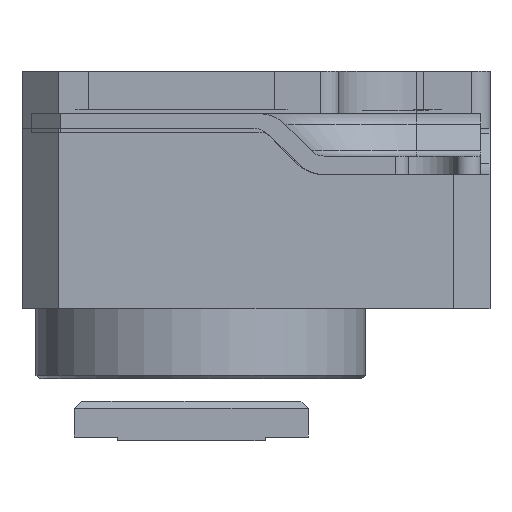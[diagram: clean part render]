
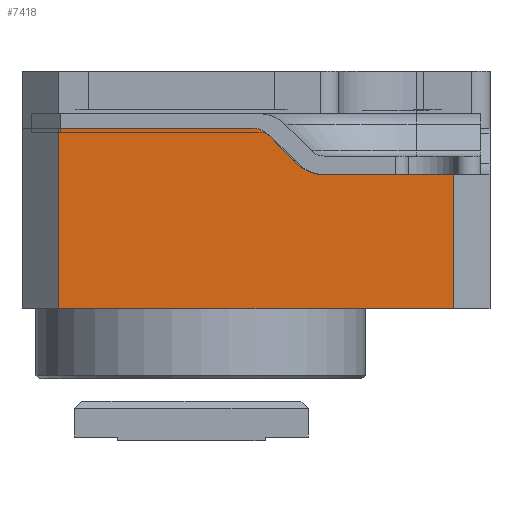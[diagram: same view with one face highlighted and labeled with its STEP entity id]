
A CAD part, front view. The second image highlights one B-rep face of the part: STEP entity #7418.
In plain terms, the highlighted planar face has unit normal (0, -1, 0).
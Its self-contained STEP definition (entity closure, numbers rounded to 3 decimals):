
#820=CIRCLE('',#44901,1.);
#821=CIRCLE('',#44902,0.5);
#7418=ADVANCED_FACE('',(#11223),#9370,.T.);
#9370=PLANE('',#44903);
#11223=FACE_OUTER_BOUND('',#13330,.T.);
#13330=EDGE_LOOP('',(#21608,#21609,#21610,#21611,#21612,#21613,#21614,#21615));
#21608=ORIENTED_EDGE('',*,*,#33336,.T.);
#21609=ORIENTED_EDGE('',*,*,#33351,.T.);
#21610=ORIENTED_EDGE('',*,*,#33352,.T.);
#21611=ORIENTED_EDGE('',*,*,#33353,.T.);
#21612=ORIENTED_EDGE('',*,*,#33354,.F.);
#21613=ORIENTED_EDGE('',*,*,#33355,.T.);
#21614=ORIENTED_EDGE('',*,*,#33356,.T.);
#21615=ORIENTED_EDGE('',*,*,#33357,.T.);
#28290=VERTEX_POINT('',#64607);
#28291=VERTEX_POINT('',#64609);
#28304=VERTEX_POINT('',#64639);
#28305=VERTEX_POINT('',#64641);
#28306=VERTEX_POINT('',#64643);
#28307=VERTEX_POINT('',#64645);
#28308=VERTEX_POINT('',#64647);
#28309=VERTEX_POINT('',#64649);
#33336=EDGE_CURVE('',#28291,#28290,#38337,.T.);
#33351=EDGE_CURVE('',#28290,#28304,#38348,.T.);
#33352=EDGE_CURVE('',#28304,#28305,#38349,.T.);
#33353=EDGE_CURVE('',#28305,#28306,#38350,.T.);
#33354=EDGE_CURVE('',#28307,#28306,#38351,.T.);
#33355=EDGE_CURVE('',#28307,#28308,#820,.T.);
#33356=EDGE_CURVE('',#28308,#28309,#38352,.T.);
#33357=EDGE_CURVE('',#28309,#28291,#821,.T.);
#38337=LINE('',#64608,#42324);
#38348=LINE('',#64638,#42335);
#38349=LINE('',#64640,#42336);
#38350=LINE('',#64642,#42337);
#38351=LINE('',#64644,#42338);
#38352=LINE('',#64648,#42339);
#42324=VECTOR('',#52057,1.);
#42335=VECTOR('',#52080,1.);
#42336=VECTOR('',#52081,1.);
#42337=VECTOR('',#52082,1.);
#42338=VECTOR('',#52083,1.);
#42339=VECTOR('',#52086,1.);
#44901=AXIS2_PLACEMENT_3D('',#64646,#52084,#52085);
#44902=AXIS2_PLACEMENT_3D('',#64650,#52087,#52088);
#44903=AXIS2_PLACEMENT_3D('',#64651,#52089,#52090);
#52057=DIRECTION('',(-1.,0.,0.));
#52080=DIRECTION('',(0.,0.,-1.));
#52081=DIRECTION('',(1.,0.,0.));
#52082=DIRECTION('',(0.,0.,1.));
#52083=DIRECTION('',(1.,0.,0.));
#52084=DIRECTION('',(0.,1.,0.));
#52085=DIRECTION('',(0.,0.,-1.));
#52086=DIRECTION('',(-0.707,0.,0.707));
#52087=DIRECTION('',(0.,-1.,0.));
#52088=DIRECTION('',(0.,0.,-1.));
#52089=DIRECTION('',(0.,-1.,0.));
#52090=DIRECTION('',(0.,0.,-1.));
#64607=CARTESIAN_POINT('',(1.,0.,4.9));
#64608=CARTESIAN_POINT('',(6.35,0.,4.9));
#64609=CARTESIAN_POINT('',(6.293,0.,4.9));
#64638=CARTESIAN_POINT('',(1.,0.,0.));
#64639=CARTESIAN_POINT('',(1.,0.,0.));
#64640=CARTESIAN_POINT('',(6.35,0.,0.));
#64641=CARTESIAN_POINT('',(11.7,0.,0.));
#64642=CARTESIAN_POINT('',(11.7,0.,0.));
#64643=CARTESIAN_POINT('',(11.7,0.,3.65));
#64644=CARTESIAN_POINT('',(7.75,0.,3.65));
#64645=CARTESIAN_POINT('',(8.164,0.,3.65));
#64646=CARTESIAN_POINT('',(8.164,0.,4.65));
#64647=CARTESIAN_POINT('',(7.457,0.,3.943));
#64648=CARTESIAN_POINT('',(8.875,0.,2.525));
#64649=CARTESIAN_POINT('',(6.646,0.,4.754));
#64650=CARTESIAN_POINT('',(6.293,0.,4.4));
#64651=CARTESIAN_POINT('',(6.35,0.,0.));
